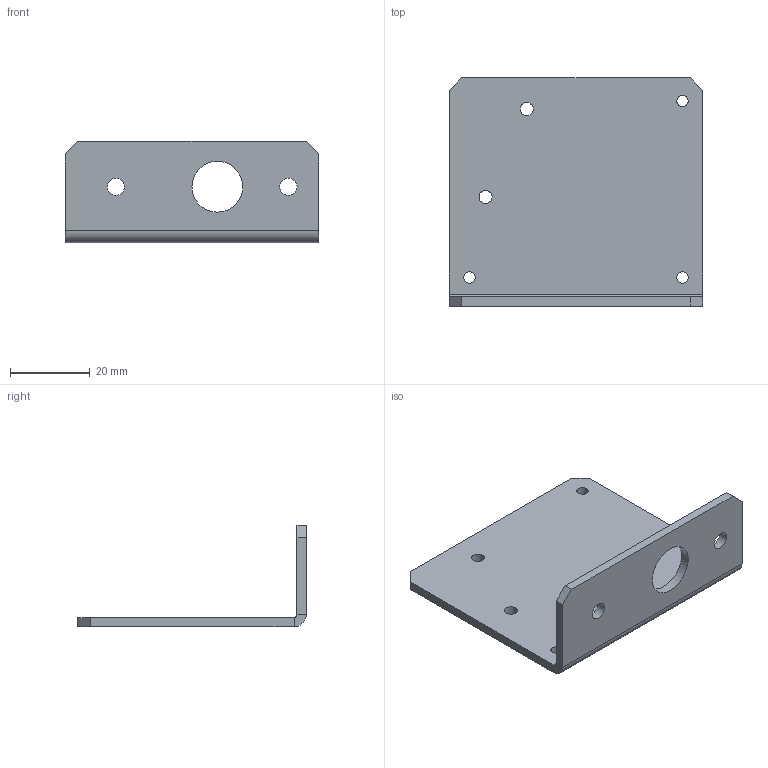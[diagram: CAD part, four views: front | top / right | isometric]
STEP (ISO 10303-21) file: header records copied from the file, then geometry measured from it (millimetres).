
FILE_DESCRIPTION(/* description */ (''),/* implementation_level */ '2;1');
FILE_NAME(/* name */ 'FIN_TOUCHPAD_SENSOR_BRACKET_1_1.stp',/* time_stamp */ '2017-01-08T12:16:39-05:00',/* author */ ('jeff1'),/* organization */ (''),/* preprocessor_version */ 'ST-DEVELOPER v16.5',/* originating_system */ 'Autodesk Inventor 2017',/* authorisation */ '');
FILE_SCHEMA (('AUTOMOTIVE_DESIGN { 1 0 10303 214 3 1 1 }'));
Length unit declared in the file: inch
Products named in the file (1): FIN_TOUCHPAD_SENSOR_BRACKET_1_1
Bounding box: 63.5 x 57.15 x 25.4 mm (x, y, z)
Volume: 11131.6 mm3; surface area: 10568.7 mm2
Topology: 1 solids, 1 shells, 26 faces, 64 edges, 40 vertices
Faces by surface type: plane 16, cylinder 10
Full cylindrical faces by diameter (mm): 2.845 x3, 3.264 x2, 4.305 x2, 12.725 x1
Entity records: 788 total; most frequent: DIRECTION 130, CARTESIAN_POINT 123, ORIENTED_EDGE 112, EDGE_CURVE 56, EDGE_LOOP 50, AXIS2_PLACEMENT_3D 47, VERTEX_POINT 40, LINE 36
